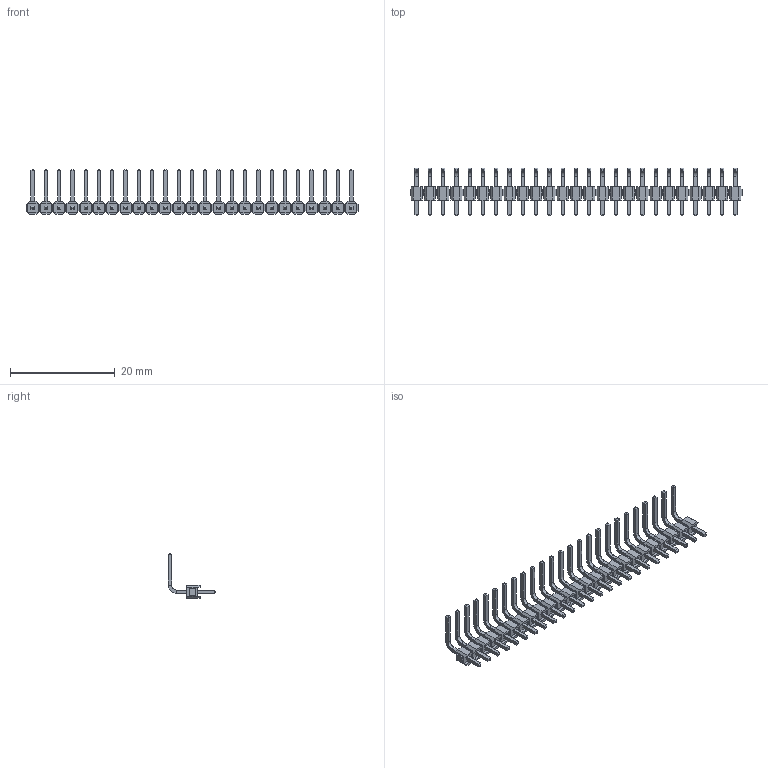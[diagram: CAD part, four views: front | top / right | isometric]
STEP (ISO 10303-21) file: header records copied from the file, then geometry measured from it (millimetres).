
FILE_DESCRIPTION (( 'STEP AP214' ), '1' );
FILE_NAME ('PLSRU-25.STEP', '2019-06-28T15:10:33', ( '' ), ( '' ), 'SwSTEP 2.0', 'SolidWorks 2018', '' );
FILE_SCHEMA (( 'AUTOMOTIVE_DESIGN' ));
Length unit declared in the file: millimetre
Products named in the file (1): PLSRU-25
Bounding box: 63.5 x 9.07 x 8.54 mm (x, y, z)
Volume: 424.2 mm3; surface area: 1712.8 mm2
Topology: 50 solids, 50 shells, 1275 faces, 2800 edges, 1700 vertices
Faces by surface type: plane 1225, cylinder 50
Entity records: 48154 total; most frequent: CARTESIAN_POINT 5776, ORIENTED_EDGE 5600, DIRECTION 5452, EDGE_CURVE 2800, LINE 2700, VECTOR 2700, VERTEX_POINT 1700, AXIS2_PLACEMENT_3D 1376
